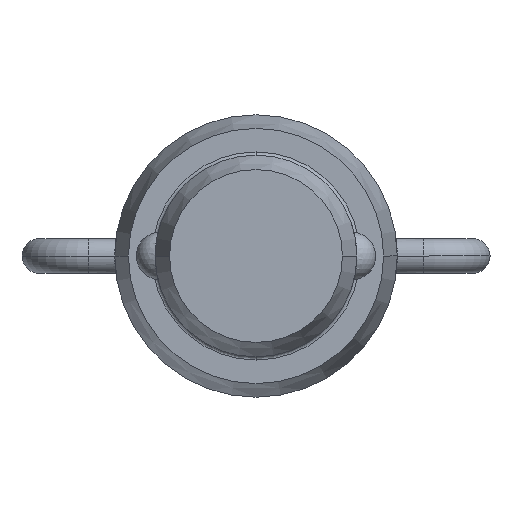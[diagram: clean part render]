
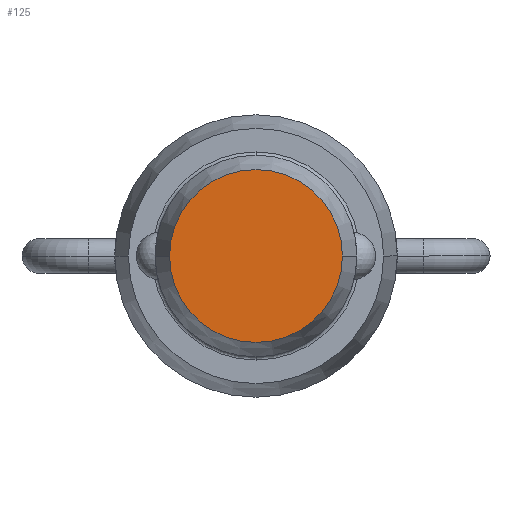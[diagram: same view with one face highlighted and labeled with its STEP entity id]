
A CAD part, front view. The second image highlights one B-rep face of the part: STEP entity #125.
In plain terms, the highlighted planar face has unit normal (0, -1, 0).
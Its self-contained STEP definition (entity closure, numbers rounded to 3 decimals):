
#125=ADVANCED_FACE('',(#255),#256,.T.);
#255=FACE_OUTER_BOUND('',#388,.T.);
#256=PLANE('',#389);
#388=EDGE_LOOP('',(#688,#689));
#389=AXIS2_PLACEMENT_3D('',#690,#691,#692);
#688=ORIENTED_EDGE('',*,*,#870,.T.);
#689=ORIENTED_EDGE('',*,*,#813,.T.);
#690=CARTESIAN_POINT('',(-3.175,-138.684,0.0));
#691=DIRECTION('',(0.,-1.0,0.0));
#692=DIRECTION('',(1.0,0.,0.0));
#813=EDGE_CURVE('',#975,#972,#976,.T.);
#870=EDGE_CURVE('',#972,#975,#1059,.T.);
#972=VERTEX_POINT('',#1179);
#975=VERTEX_POINT('',#1183);
#976=CIRCLE('',#1184,5.44);
#1059=CIRCLE('',#1334,5.44);
#1179=CARTESIAN_POINT('',(-5.44,-138.684,0.0));
#1183=CARTESIAN_POINT('',(5.44,-138.684,0.));
#1184=AXIS2_PLACEMENT_3D('',#1592,#1593,#1594);
#1334=AXIS2_PLACEMENT_3D('',#1682,#1683,#1684);
#1592=CARTESIAN_POINT('',(0.0,-138.684,0.0));
#1593=DIRECTION('',(0.,-1.0,0.0));
#1594=DIRECTION('',(-1.0,0.,0.0));
#1682=CARTESIAN_POINT('',(0.0,-138.684,0.0));
#1683=DIRECTION('',(0.,-1.0,0.0));
#1684=DIRECTION('',(-1.0,0.,0.0));
